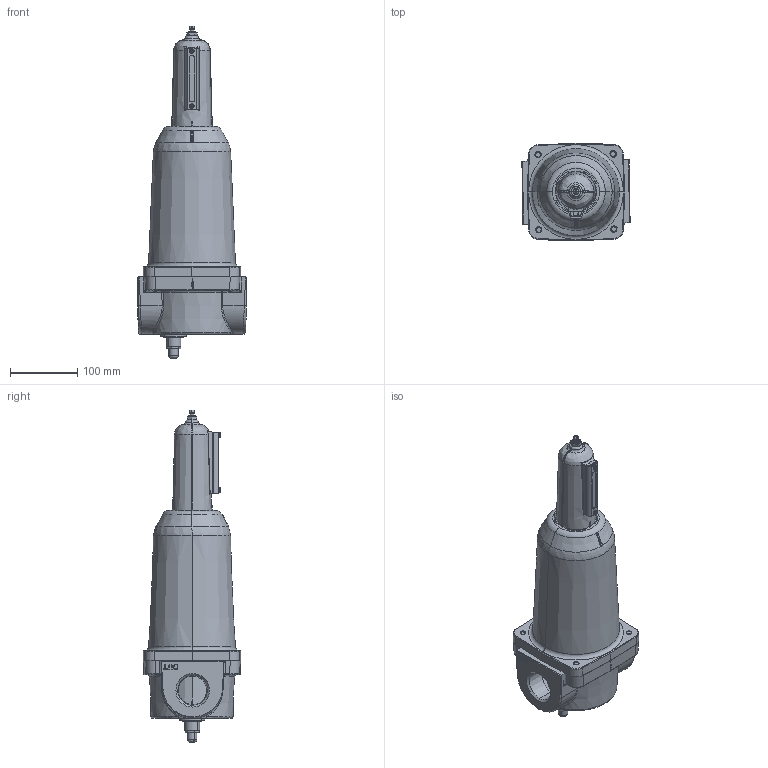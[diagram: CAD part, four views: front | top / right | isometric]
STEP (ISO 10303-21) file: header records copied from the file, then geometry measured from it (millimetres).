
FILE_DESCRIPTION (( 'STEP AP203' ), '1' );
FILE_NAME ('FM160-14.STEP', '2021-11-25T05:25:58', ( '' ), ( '' ), 'SwSTEP 2.0', 'SolidWorks 2014', '' );
FILE_SCHEMA (( 'CONFIG_CONTROL_DESIGN' ));
Length unit declared in the file: millimetre
Products named in the file (11): L8016; FM16001; FM8724; F16002-01-20190218; 20130919-70液面計; PNE2034; PNF7030; PART14; F7002-1; F16004; FM160-14
Assembly tree (17 placements, depth 2):
  FM160-14
    F16002-01-20190218
    F7002-1
    PART14
    20130919-70液面計
    F16004  x4
    FM16001
    FM8724
    L8016
    PNE2034  x4
    PNF7030  x2
Bounding box: 161.22 x 145 x 494.83 mm (x, y, z)
Volume: 1589679.9 mm3; surface area: 400560.8 mm2
Topology: 17 solids, 17 shells, 1628 faces, 3977 edges, 2425 vertices
Faces by surface type: plane 758, cylinder 453, bspline 192, cone 143, torus 68, sphere 14
Entity records: 54654 total; most frequent: CARTESIAN_POINT 22939, ORIENTED_EDGE 6582, DIRECTION 5977, EDGE_CURVE 3291, AXIS2_PLACEMENT_3D 2116, VERTEX_POINT 1988, VECTOR 1745, LINE 1745
